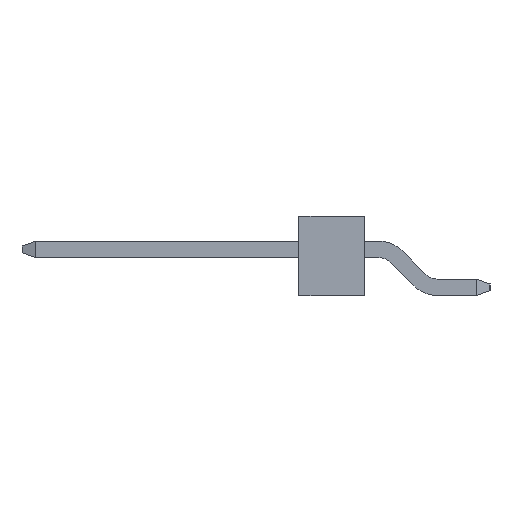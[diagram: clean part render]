
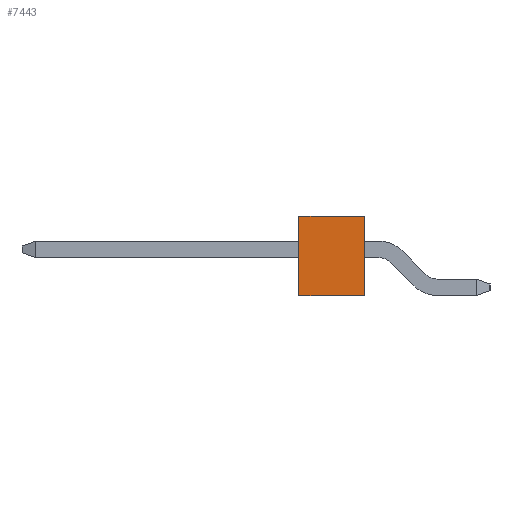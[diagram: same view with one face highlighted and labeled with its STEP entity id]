
A CAD part, left-side view. The second image highlights one B-rep face of the part: STEP entity #7443.
In plain terms, the highlighted face is planar.
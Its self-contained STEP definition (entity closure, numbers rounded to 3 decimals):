
#1466 = VERTEX_POINT('',#1467);
#1467 = CARTESIAN_POINT('',(29.21,-1.524,-1.27));
#1473 = EDGE_CURVE('',#1474,#1466,#1476,.T.);
#1474 = VERTEX_POINT('',#1475);
#1475 = CARTESIAN_POINT('',(29.21,-1.524,1.27));
#1476 = LINE('',#1477,#1478);
#1477 = CARTESIAN_POINT('',(29.21,-1.524,1.27));
#1478 = VECTOR('',#1479,1.);
#1479 = DIRECTION('',(0.,0.,-1.));
#2483 = EDGE_CURVE('',#1474,#2484,#2486,.T.);
#2484 = VERTEX_POINT('',#2485);
#2485 = CARTESIAN_POINT('',(29.21,1.524,1.27));
#2486 = LINE('',#2487,#2488);
#2487 = CARTESIAN_POINT('',(29.21,-1.524,1.27));
#2488 = VECTOR('',#2489,1.);
#2489 = DIRECTION('',(0.,1.,0.));
#5344 = VERTEX_POINT('',#5345);
#5345 = CARTESIAN_POINT('',(29.21,1.524,-1.27));
#5351 = EDGE_CURVE('',#1466,#5344,#5352,.T.);
#5352 = LINE('',#5353,#5354);
#5353 = CARTESIAN_POINT('',(29.21,-1.524,-1.27));
#5354 = VECTOR('',#5355,1.);
#5355 = DIRECTION('',(0.,1.,0.));
#5856 = EDGE_CURVE('',#2484,#5344,#5857,.T.);
#5857 = LINE('',#5858,#5859);
#5858 = CARTESIAN_POINT('',(29.21,1.524,1.27));
#5859 = VECTOR('',#5860,1.);
#5860 = DIRECTION('',(0.,0.,-1.));
#7443 = ADVANCED_FACE('',(#7444),#7450,.F.);
#7444 = FACE_BOUND('',#7445,.T.);
#7445 = EDGE_LOOP('',(#7446,#7447,#7448,#7449));
#7446 = ORIENTED_EDGE('',*,*,#5351,.T.);
#7447 = ORIENTED_EDGE('',*,*,#5856,.F.);
#7448 = ORIENTED_EDGE('',*,*,#2483,.F.);
#7449 = ORIENTED_EDGE('',*,*,#1473,.T.);
#7450 = PLANE('',#7451);
#7451 = AXIS2_PLACEMENT_3D('',#7452,#7453,#7454);
#7452 = CARTESIAN_POINT('',(29.21,-1.524,1.27));
#7453 = DIRECTION('',(-1.,0.,0.));
#7454 = DIRECTION('',(0.,0.,1.));
